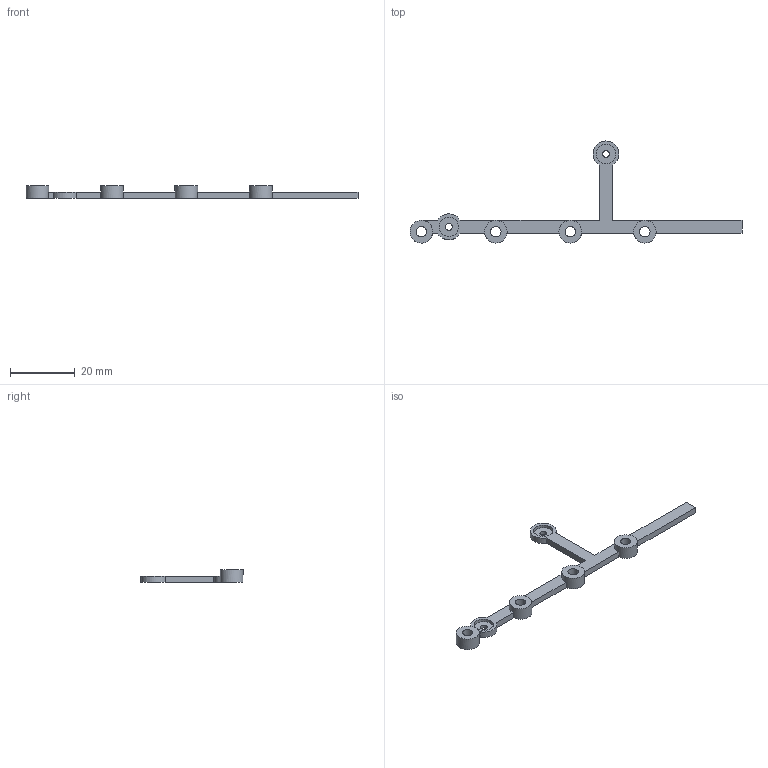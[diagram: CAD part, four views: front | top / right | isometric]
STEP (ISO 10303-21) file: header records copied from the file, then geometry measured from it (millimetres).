
FILE_DESCRIPTION(/* description */ ('STEP AP242','CAx-IF Rec.Pracs.---Representation and Presentation of Product Manufacturing Information (PMI)---4.0---2014-10-13','CAx-IF Rec.Pracs.---3D Tessellated Geometry---0.4---2014-09-14','2;1'),/* implementation_level */ '2;1');
FILE_NAME(/* name */ 'bracket - top',/* time_stamp */ '2024-06-18T20:00:14Z',/* author */ (''),/* organization */ (''),/* preprocessor_version */ 'ST-DEVELOPER v20',/* originating_system */ ' ',/* authorisation */ ' ');
FILE_SCHEMA (('AP242_MANAGED_MODEL_BASED_3D_ENGINEERING_MIM_LF { 1 0 10303 442 1 1 4 }'));
Length unit declared in the file: metre
Products named in the file (1): top
Bounding box: 102.5 x 31.5 x 4 mm (x, y, z)
Volume: 1329.7 mm3; surface area: 2078.7 mm2
Topology: 1 solids, 1 shells, 37 faces, 96 edges, 63 vertices
Faces by surface type: plane 22, cylinder 15
Full cylindrical faces by diameter (mm): 2.1 x2, 3.2 x4, 6 x2, 7 x4
Entity records: 1093 total; most frequent: DIRECTION 193, CARTESIAN_POINT 177, ORIENTED_EDGE 160, EDGE_CURVE 80, AXIS2_PLACEMENT_3D 75, EDGE_LOOP 63, FACE_BOUND 63, VERTEX_POINT 59
